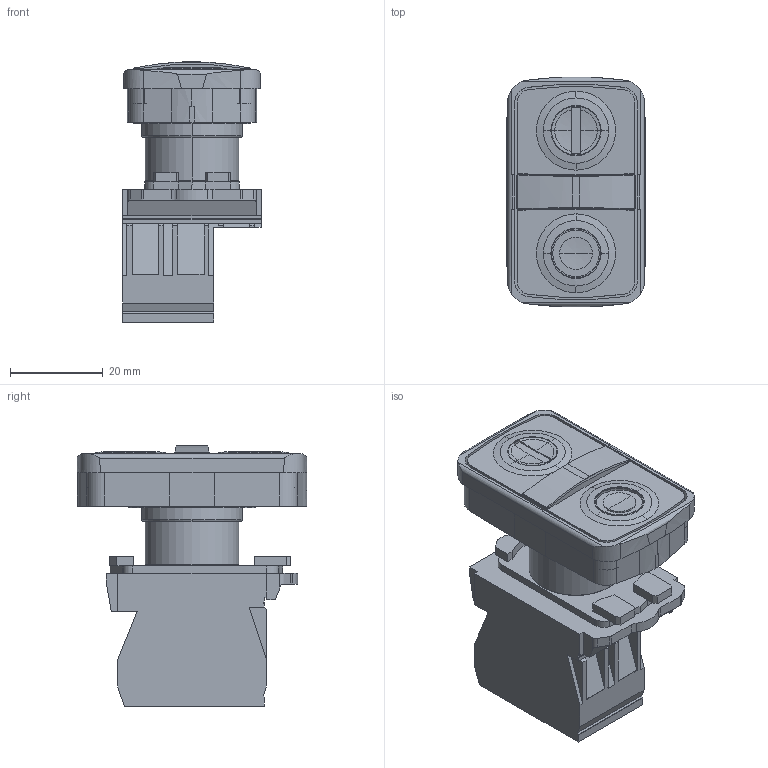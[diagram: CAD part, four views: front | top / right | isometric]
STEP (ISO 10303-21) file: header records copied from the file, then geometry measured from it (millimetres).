
FILE_DESCRIPTION((''),'2;1');
FILE_NAME('XB5AL734155-3D_ASM','2020-12-24T14:59:23',('SESA231899'),('Schneider-Electric'),'CREO PARAMETRIC BY PTC INC, 2019164','CREO PARAMETRIC BY PTC INC, 2019164','');
FILE_SCHEMA(('AP242_MANAGED_MODEL_BASED_3D_ENGINEERING_MIM_LF { 1 0 10303 442 1 1 4 }'));
Length unit declared in the file: millimetre
Products named in the file (2): XB5AL734155-3D_AL73415; XB5AL734155-3D_ASM
Assembly tree (1 placements, depth 2):
  XB5AL734155-3D_ASM
    XB5AL734155-3D_AL73415
Bounding box: 29.8 x 49.43 x 56.01 mm (x, y, z)
Volume: 40035.2 mm3; surface area: 14586 mm2
Topology: 1 solids, 1 shells, 382 faces, 1060 edges, 696 vertices
Faces by surface type: plane 251, cylinder 103, bspline 10, extrusion 8, torus 6, cone 4
Entity records: 40781 total; most frequent: CARTESIAN_POINT 29978, ORIENTED_EDGE 2116, DIRECTION 1999, EDGE_CURVE 1058, VECTOR 743, LINE 735, VERTEX_POINT 696, AXIS2_PLACEMENT_3D 628
